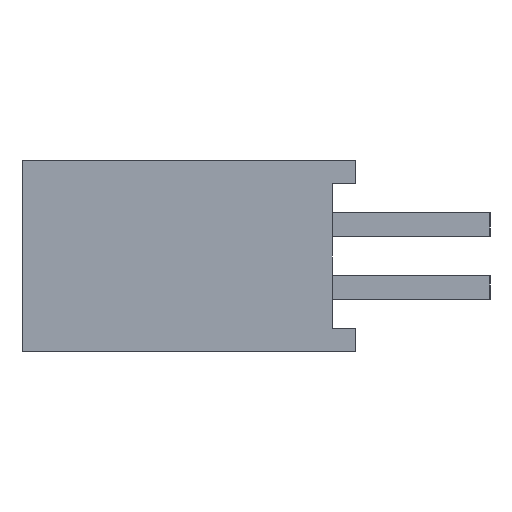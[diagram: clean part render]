
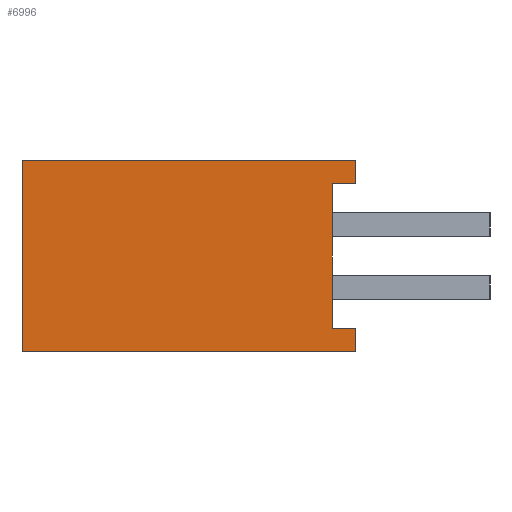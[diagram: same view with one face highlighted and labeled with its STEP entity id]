
A CAD part, left-side view. The second image highlights one B-rep face of the part: STEP entity #6996.
In plain terms, the highlighted planar face has unit normal (-1, 0, 0).
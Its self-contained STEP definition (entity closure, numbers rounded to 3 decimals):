
#32 = VECTOR ( 'NONE', #21733, 1000. ) ;
#448 = EDGE_CURVE ( 'NONE', #20255, #3042, #31610, .T. ) ;
#1547 = CARTESIAN_POINT ( 'NONE',  ( 0., -8.45, -4.85 ) ) ;
#1627 = DIRECTION ( 'NONE',  ( 0., 0., 1. ) ) ;
#2445 = ORIENTED_EDGE ( 'NONE', *, *, #34919, .F. ) ;
#3020 = VECTOR ( 'NONE', #1627, 1000. ) ;
#3042 = VERTEX_POINT ( 'NONE', #16097 ) ;
#3693 = EDGE_CURVE ( 'NONE', #3042, #14837, #33148, .T. ) ;
#3989 = LINE ( 'NONE', #37991, #3020 ) ;
#5839 = DIRECTION ( 'NONE',  ( 0., 0., 1. ) ) ;
#6949 = VECTOR ( 'NONE', #5839, 1000. ) ;
#6996 = ADVANCED_FACE ( 'NONE', ( #35504 ), #13120, .T. ) ;
#7127 = DIRECTION ( 'NONE',  ( -1., 0., 0. ) ) ;
#7675 = DIRECTION ( 'NONE',  ( 0., 1., 0. ) ) ;
#8835 = CARTESIAN_POINT ( 'NONE',  ( 0., 0., -4.85 ) ) ;
#8918 = ORIENTED_EDGE ( 'NONE', *, *, #20049, .F. ) ;
#11461 = CARTESIAN_POINT ( 'NONE',  ( 0., 0., 0. ) ) ;
#11752 = VERTEX_POINT ( 'NONE', #11461 ) ;
#12311 = CARTESIAN_POINT ( 'NONE',  ( 0., -8.45, -4.85 ) ) ;
#12568 = CARTESIAN_POINT ( 'NONE',  ( 0., -8.45, -4.25 ) ) ;
#13120 = PLANE ( 'NONE',  #29376 ) ;
#13238 = VERTEX_POINT ( 'NONE', #19464 ) ;
#14008 = CARTESIAN_POINT ( 'NONE',  ( 0., -7.85, -0.6 ) ) ;
#14837 = VERTEX_POINT ( 'NONE', #24198 ) ;
#15186 = CARTESIAN_POINT ( 'NONE',  ( 0., -8.45, -0.6 ) ) ;
#15294 = EDGE_LOOP ( 'NONE', ( #15541, #28522, #26329, #36849, #23940, #8918, #2445, #38178 ) ) ;
#15541 = ORIENTED_EDGE ( 'NONE', *, *, #21682, .T. ) ;
#16097 = CARTESIAN_POINT ( 'NONE',  ( 0., -8.45, -0.6 ) ) ;
#16797 = CARTESIAN_POINT ( 'NONE',  ( 0., -8.45, 0. ) ) ;
#17213 = EDGE_CURVE ( 'NONE', #14837, #11752, #18441, .T. ) ;
#18441 = LINE ( 'NONE', #27934, #33577 ) ;
#19464 = CARTESIAN_POINT ( 'NONE',  ( 0., -7.85, -4.25 ) ) ;
#20049 = EDGE_CURVE ( 'NONE', #27831, #11752, #22232, .T. ) ;
#20255 = VERTEX_POINT ( 'NONE', #14008 ) ;
#21682 = EDGE_CURVE ( 'NONE', #36938, #13238, #35161, .T. ) ;
#21733 = DIRECTION ( 'NONE',  ( 0., 1., 0. ) ) ;
#22172 = LINE ( 'NONE', #24065, #6949 ) ;
#22232 = LINE ( 'NONE', #22399, #37390 ) ;
#22399 = CARTESIAN_POINT ( 'NONE',  ( 0., 0., 0. ) ) ;
#22885 = DIRECTION ( 'NONE',  ( 0., 0., 1. ) ) ;
#23940 = ORIENTED_EDGE ( 'NONE', *, *, #17213, .T. ) ;
#24048 = VECTOR ( 'NONE', #7675, 1000. ) ;
#24065 = CARTESIAN_POINT ( 'NONE',  ( 0., -7.85, -0.6 ) ) ;
#24198 = CARTESIAN_POINT ( 'NONE',  ( 0., -8.45, 0. ) ) ;
#25455 = DIRECTION ( 'NONE',  ( 0., 0., 1. ) ) ;
#25944 = LINE ( 'NONE', #1547, #24048 ) ;
#26329 = ORIENTED_EDGE ( 'NONE', *, *, #448, .T. ) ;
#27831 = VERTEX_POINT ( 'NONE', #8835 ) ;
#27934 = CARTESIAN_POINT ( 'NONE',  ( 0., -8.45, 0. ) ) ;
#28363 = DIRECTION ( 'NONE',  ( 0., 0., 1. ) ) ;
#28522 = ORIENTED_EDGE ( 'NONE', *, *, #31023, .T. ) ;
#29376 = AXIS2_PLACEMENT_3D ( 'NONE', #37372, #7127, #28363 ) ;
#30648 = VECTOR ( 'NONE', #33288, 1000. ) ;
#30958 = DIRECTION ( 'NONE',  ( 0., 1., 0. ) ) ;
#31023 = EDGE_CURVE ( 'NONE', #13238, #20255, #22172, .T. ) ;
#31610 = LINE ( 'NONE', #15186, #30648 ) ;
#32218 = VECTOR ( 'NONE', #22885, 1000. ) ;
#33148 = LINE ( 'NONE', #16797, #32218 ) ;
#33288 = DIRECTION ( 'NONE',  ( 0., -1., 0. ) ) ;
#33460 = VERTEX_POINT ( 'NONE', #12311 ) ;
#33577 = VECTOR ( 'NONE', #30958, 1000. ) ;
#33923 = CARTESIAN_POINT ( 'NONE',  ( 0., -8.45, -4.25 ) ) ;
#34919 = EDGE_CURVE ( 'NONE', #33460, #27831, #25944, .T. ) ;
#35161 = LINE ( 'NONE', #12568, #32 ) ;
#35504 = FACE_OUTER_BOUND ( 'NONE', #15294, .T. ) ;
#36849 = ORIENTED_EDGE ( 'NONE', *, *, #3693, .T. ) ;
#36938 = VERTEX_POINT ( 'NONE', #33923 ) ;
#37372 = CARTESIAN_POINT ( 'NONE',  ( 0., -8.45, 0. ) ) ;
#37390 = VECTOR ( 'NONE', #25455, 1000. ) ;
#37732 = EDGE_CURVE ( 'NONE', #33460, #36938, #3989, .T. ) ;
#37991 = CARTESIAN_POINT ( 'NONE',  ( 0., -8.45, 0. ) ) ;
#38178 = ORIENTED_EDGE ( 'NONE', *, *, #37732, .T. ) ;
